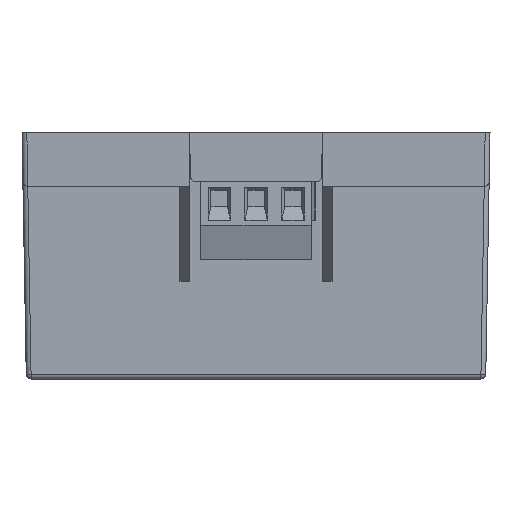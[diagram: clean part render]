
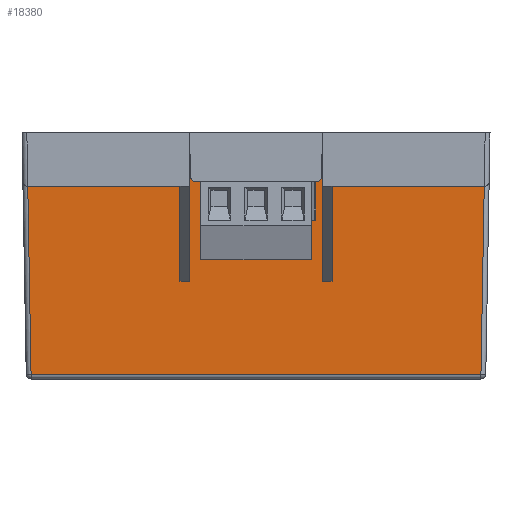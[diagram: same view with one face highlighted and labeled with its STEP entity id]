
A CAD part, left-side view. The second image highlights one B-rep face of the part: STEP entity #18380.
In plain terms, the highlighted face is planar.
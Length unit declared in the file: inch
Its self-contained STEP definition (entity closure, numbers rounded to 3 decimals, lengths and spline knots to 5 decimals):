
#8 = PLANE ( 'NONE',  #6309 ) ;
#21 = DIRECTION ( 'NONE',  ( 0., 0., 1. ) ) ;
#186 = EDGE_CURVE ( 'NONE', #17065, #2430, #8036, .T. ) ;
#496 = VERTEX_POINT ( 'NONE', #1611 ) ;
#776 = CARTESIAN_POINT ( 'NONE',  ( -1.48554, 0.1069, -0.30906 ) ) ;
#1029 = VERTEX_POINT ( 'NONE', #5411 ) ;
#1155 = DIRECTION ( 'NONE',  ( 0., 0., -1. ) ) ;
#1611 = CARTESIAN_POINT ( 'NONE',  ( -1.48554, 0.1069, 0.26969 ) ) ;
#1860 = VECTOR ( 'NONE', #21, 39.37008 ) ;
#1901 = CARTESIAN_POINT ( 'NONE',  ( -1.48554, 0.1069, 0.1271 ) ) ;
#2046 = CARTESIAN_POINT ( 'NONE',  ( -1.47895, 0.4846, 0.1271 ) ) ;
#2097 = LINE ( 'NONE', #5099, #13566 ) ;
#2405 = VERTEX_POINT ( 'NONE', #10995 ) ;
#2406 = DIRECTION ( 'NONE',  ( -1., 0.017, 0. ) ) ;
#2430 = VERTEX_POINT ( 'NONE', #16695 ) ;
#2504 = EDGE_CURVE ( 'NONE', #6386, #2405, #17236, .T. ) ;
#2626 = VERTEX_POINT ( 'NONE', #8738 ) ;
#2799 = DIRECTION ( 'NONE',  ( 0.017, 1., 0. ) ) ;
#3012 = ORIENTED_EDGE ( 'NONE', *, *, #8572, .T. ) ;
#3454 = ORIENTED_EDGE ( 'NONE', *, *, #8042, .T. ) ;
#3462 = LINE ( 'NONE', #2046, #4855 ) ;
#3700 = DIRECTION ( 'NONE',  ( -0.017, -1., -0.017 ) ) ;
#4110 = DIRECTION ( 'NONE',  ( -0.017, -1., 0. ) ) ;
#4290 = ORIENTED_EDGE ( 'NONE', *, *, #9866, .T. ) ;
#4855 = VECTOR ( 'NONE', #1155, 39.37008 ) ;
#4906 = DIRECTION ( 'NONE',  ( 0., 0., 1. ) ) ;
#5099 = CARTESIAN_POINT ( 'NONE',  ( -1.47895, 0.4846, -0.91399 ) ) ;
#5144 = CARTESIAN_POINT ( 'NONE',  ( -1.49297, -0.3189, -0.95079 ) ) ;
#5171 = CARTESIAN_POINT ( 'NONE',  ( -1.49228, -0.27953, 0.1271 ) ) ;
#5359 = VECTOR ( 'NONE', #4906, 39.37008 ) ;
#5411 = CARTESIAN_POINT ( 'NONE',  ( -1.49297, -0.3189, -0.26969 ) ) ;
#5624 = LINE ( 'NONE', #17152, #14211 ) ;
#6307 = ORIENTED_EDGE ( 'NONE', *, *, #8966, .F. ) ;
#6309 = AXIS2_PLACEMENT_3D ( 'NONE', #15686, #2406, #6989 ) ;
#6386 = VERTEX_POINT ( 'NONE', #7281 ) ;
#6412 = ORIENTED_EDGE ( 'NONE', *, *, #15483, .T. ) ;
#6492 = ORIENTED_EDGE ( 'NONE', *, *, #13799, .T. ) ;
#6596 = VERTEX_POINT ( 'NONE', #776 ) ;
#6989 = DIRECTION ( 'NONE',  ( 0.017, 1., 0. ) ) ;
#7281 = CARTESIAN_POINT ( 'NONE',  ( -1.48554, 0.1069, 0.30906 ) ) ;
#7313 = ORIENTED_EDGE ( 'NONE', *, *, #12658, .T. ) ;
#7480 = ORIENTED_EDGE ( 'NONE', *, *, #18035, .T. ) ;
#7829 = CARTESIAN_POINT ( 'NONE',  ( -1.48554, 0.1069, -0.26969 ) ) ;
#8036 = LINE ( 'NONE', #8123, #10397 ) ;
#8042 = EDGE_CURVE ( 'NONE', #10261, #12934, #2097, .T. ) ;
#8123 = CARTESIAN_POINT ( 'NONE',  ( -1.49228, -0.27953, 0.92733 ) ) ;
#8196 = LINE ( 'NONE', #12527, #12736 ) ;
#8411 = VECTOR ( 'NONE', #15075, 39.37008 ) ;
#8572 = EDGE_CURVE ( 'NONE', #2405, #17065, #12440, .T. ) ;
#8738 = CARTESIAN_POINT ( 'NONE',  ( -1.49228, -0.27953, -0.30906 ) ) ;
#8966 = EDGE_CURVE ( 'NONE', #10727, #1029, #16501, .T. ) ;
#9696 = DIRECTION ( 'NONE',  ( 0., 0., 1. ) ) ;
#9866 = EDGE_CURVE ( 'NONE', #10727, #496, #5624, .T. ) ;
#9999 = ORIENTED_EDGE ( 'NONE', *, *, #14267, .T. ) ;
#10100 = CARTESIAN_POINT ( 'NONE',  ( -1.48554, 0.1069, 0.1271 ) ) ;
#10261 = VERTEX_POINT ( 'NONE', #17034 ) ;
#10397 = VECTOR ( 'NONE', #16640, 39.37008 ) ;
#10614 = VECTOR ( 'NONE', #12951, 39.37008 ) ;
#10727 = VERTEX_POINT ( 'NONE', #15332 ) ;
#10926 = EDGE_CURVE ( 'NONE', #496, #6386, #17200, .T. ) ;
#10995 = CARTESIAN_POINT ( 'NONE',  ( -1.49228, -0.27953, 0.30906 ) ) ;
#11095 = VERTEX_POINT ( 'NONE', #13796 ) ;
#11337 = CARTESIAN_POINT ( 'NONE',  ( -1.49606, -0.49606, -0.30906 ) ) ;
#11840 = EDGE_LOOP ( 'NONE', ( #17197, #16683, #3012, #18538, #9999, #3454, #6412, #7313, #7480, #6492, #6307, #4290 ) ) ;
#12440 = LINE ( 'NONE', #5171, #15052 ) ;
#12527 = CARTESIAN_POINT ( 'NONE',  ( -1.49228, -0.27953, 0.1271 ) ) ;
#12658 = EDGE_CURVE ( 'NONE', #2626, #6596, #14372, .T. ) ;
#12736 = VECTOR ( 'NONE', #9696, 39.37008 ) ;
#12882 = CARTESIAN_POINT ( 'NONE',  ( -1.49606, -0.49606, 0.30906 ) ) ;
#12934 = VERTEX_POINT ( 'NONE', #13891 ) ;
#12951 = DIRECTION ( 'NONE',  ( 0.017, 1., 0. ) ) ;
#13566 = VECTOR ( 'NONE', #3700, 39.37008 ) ;
#13572 = VECTOR ( 'NONE', #13674, 39.37008 ) ;
#13674 = DIRECTION ( 'NONE',  ( -0.017, -1., 0. ) ) ;
#13796 = CARTESIAN_POINT ( 'NONE',  ( -1.48554, 0.1069, -0.26969 ) ) ;
#13799 = EDGE_CURVE ( 'NONE', #11095, #1029, #15276, .T. ) ;
#13891 = CARTESIAN_POINT ( 'NONE',  ( -1.49228, -0.27953, -0.92733 ) ) ;
#14211 = VECTOR ( 'NONE', #2799, 39.37008 ) ;
#14267 = EDGE_CURVE ( 'NONE', #2430, #10261, #3462, .T. ) ;
#14372 = LINE ( 'NONE', #11337, #10614 ) ;
#14445 = FACE_OUTER_BOUND ( 'NONE', #11840, .T. ) ;
#15052 = VECTOR ( 'NONE', #18195, 39.37008 ) ;
#15075 = DIRECTION ( 'NONE',  ( 0., 0., -1. ) ) ;
#15234 = VECTOR ( 'NONE', #4110, 39.37008 ) ;
#15276 = LINE ( 'NONE', #7829, #13572 ) ;
#15332 = CARTESIAN_POINT ( 'NONE',  ( -1.49297, -0.3189, 0.26969 ) ) ;
#15483 = EDGE_CURVE ( 'NONE', #12934, #2626, #8196, .T. ) ;
#15686 = CARTESIAN_POINT ( 'NONE',  ( -1.49606, -0.49606, 0.1271 ) ) ;
#16501 = LINE ( 'NONE', #5144, #8411 ) ;
#16526 = LINE ( 'NONE', #1901, #5359 ) ;
#16640 = DIRECTION ( 'NONE',  ( 0.017, 1., -0.017 ) ) ;
#16683 = ORIENTED_EDGE ( 'NONE', *, *, #2504, .T. ) ;
#16692 = CARTESIAN_POINT ( 'NONE',  ( -1.49228, -0.27953, 0.92733 ) ) ;
#16695 = CARTESIAN_POINT ( 'NONE',  ( -1.47895, 0.4846, 0.91399 ) ) ;
#17034 = CARTESIAN_POINT ( 'NONE',  ( -1.47895, 0.4846, -0.91399 ) ) ;
#17065 = VERTEX_POINT ( 'NONE', #16692 ) ;
#17152 = CARTESIAN_POINT ( 'NONE',  ( -1.49297, -0.3189, 0.26969 ) ) ;
#17197 = ORIENTED_EDGE ( 'NONE', *, *, #10926, .T. ) ;
#17200 = LINE ( 'NONE', #10100, #1860 ) ;
#17236 = LINE ( 'NONE', #12882, #15234 ) ;
#18035 = EDGE_CURVE ( 'NONE', #6596, #11095, #16526, .T. ) ;
#18195 = DIRECTION ( 'NONE',  ( 0., 0., 1. ) ) ;
#18380 = ADVANCED_FACE ( 'NONE', ( #14445 ), #8, .T. ) ;
#18538 = ORIENTED_EDGE ( 'NONE', *, *, #186, .T. ) ;
